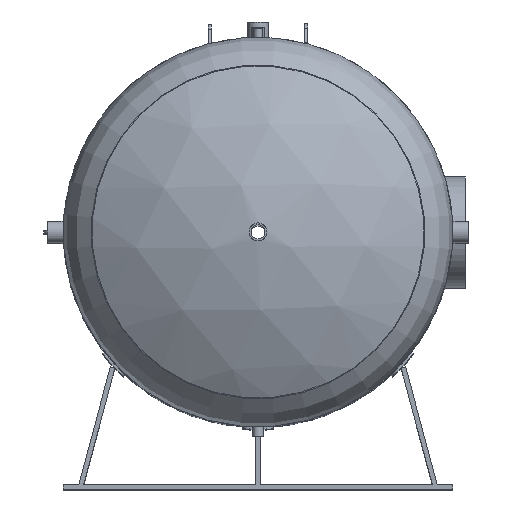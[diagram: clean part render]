
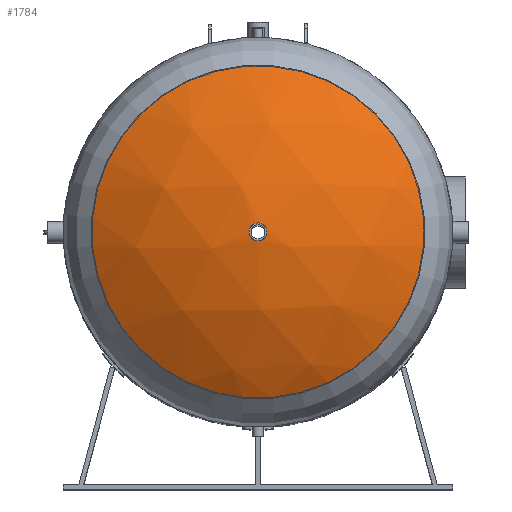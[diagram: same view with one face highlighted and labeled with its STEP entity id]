
A CAD part, top view. The second image highlights one B-rep face of the part: STEP entity #1784.
In plain terms, the highlighted spherical face has radius 1000 mm.
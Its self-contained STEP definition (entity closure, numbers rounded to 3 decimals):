
#102=SPHERICAL_SURFACE('',#1954,1000.);
#437=CIRCLE('',#1947,28.5);
#441=CIRCLE('',#1955,535.604);
#521=FACE_BOUND('',#802,.T.);
#626=FACE_OUTER_BOUND('',#801,.T.);
#801=EDGE_LOOP('',(#1624));
#802=EDGE_LOOP('',(#1625));
#1011=VERTEX_POINT('',#4711);
#1015=VERTEX_POINT('',#4723);
#1215=EDGE_CURVE('',#1011,#1011,#437,.T.);
#1219=EDGE_CURVE('',#1015,#1015,#441,.T.);
#1624=ORIENTED_EDGE('',*,*,#1219,.F.);
#1625=ORIENTED_EDGE('',*,*,#1215,.T.);
#1784=ADVANCED_FACE('',(#626,#521),#102,.T.);
#1947=AXIS2_PLACEMENT_3D('',#4712,#2382,#2383);
#1954=AXIS2_PLACEMENT_3D('',#4722,#2396,#2397);
#1955=AXIS2_PLACEMENT_3D('',#4724,#2398,#2399);
#2382=DIRECTION('center_axis',(0.,-1.,0.));
#2383=DIRECTION('ref_axis',(-1.,0.,0.));
#2396=DIRECTION('center_axis',(0.,0.,1.));
#2397=DIRECTION('ref_axis',(1.,0.,0.));
#2398=DIRECTION('center_axis',(0.,-1.,0.));
#2399=DIRECTION('ref_axis',(1.,0.,0.));
#4711=CARTESIAN_POINT('',(28.5,339.594,0.));
#4712=CARTESIAN_POINT('Origin',(0.,339.594,0.));
#4722=CARTESIAN_POINT('Origin',(0.,-660.,0.));
#4723=CARTESIAN_POINT('',(535.604,184.469,0.));
#4724=CARTESIAN_POINT('Origin',(0.,184.469,0.));
